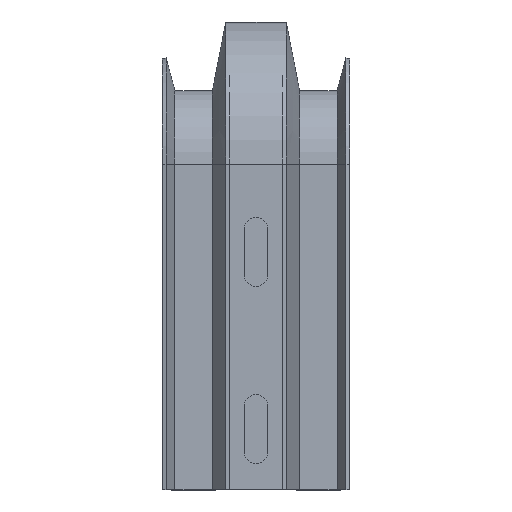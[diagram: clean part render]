
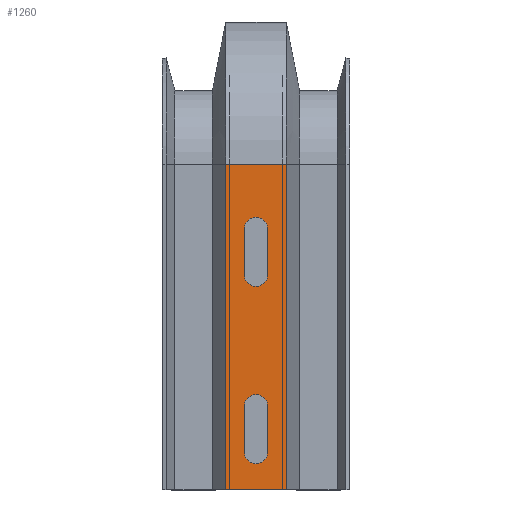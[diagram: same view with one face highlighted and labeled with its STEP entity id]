
A CAD part, top view. The second image highlights one B-rep face of the part: STEP entity #1260.
In plain terms, the highlighted planar face has unit normal (0, 0, 1).
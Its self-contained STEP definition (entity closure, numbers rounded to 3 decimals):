
#98=FACE_OUTER_BOUND('',#168,.T.);
#168=EDGE_LOOP('',(#1037,#1038,#1039,#1040));
#264=LINE('',#2045,#400);
#283=LINE('',#2106,#419);
#284=LINE('',#2109,#420);
#285=LINE('',#2110,#421);
#400=VECTOR('',#1633,1.);
#419=VECTOR('',#1706,1.);
#420=VECTOR('',#1709,1.);
#421=VECTOR('',#1710,1.);
#596=VERTEX_POINT('',#2040);
#597=VERTEX_POINT('',#2044);
#612=VERTEX_POINT('',#2104);
#613=VERTEX_POINT('',#2108);
#760=EDGE_CURVE('',#597,#596,#264,.T.);
#791=EDGE_CURVE('',#612,#596,#283,.T.);
#792=EDGE_CURVE('',#613,#612,#284,.T.);
#793=EDGE_CURVE('',#613,#597,#285,.T.);
#1037=ORIENTED_EDGE('',*,*,#792,.T.);
#1038=ORIENTED_EDGE('',*,*,#791,.T.);
#1039=ORIENTED_EDGE('',*,*,#760,.F.);
#1040=ORIENTED_EDGE('',*,*,#793,.F.);
#1190=PLANE('',#1407);
#1260=ADVANCED_FACE('',(#98),#1190,.T.);
#1407=AXIS2_PLACEMENT_3D('',#2107,#1707,#1708);
#1633=DIRECTION('',(1.,0.,0.));
#1706=DIRECTION('',(0.,1.,0.));
#1707=DIRECTION('center_axis',(0.,0.,1.));
#1708=DIRECTION('ref_axis',(1.,0.,0.));
#1709=DIRECTION('',(1.,0.,0.));
#1710=DIRECTION('',(0.,1.,0.));
#2040=CARTESIAN_POINT('',(45.017,-36.29,478.5));
#2044=CARTESIAN_POINT('',(23.07,-36.29,478.5));
#2045=CARTESIAN_POINT('',(23.07,-36.29,478.5));
#2104=CARTESIAN_POINT('',(45.017,-154.29,478.5));
#2106=CARTESIAN_POINT('',(45.017,-154.29,478.5));
#2107=CARTESIAN_POINT('Origin',(23.07,-154.29,478.5));
#2108=CARTESIAN_POINT('',(23.07,-154.29,478.5));
#2109=CARTESIAN_POINT('',(23.07,-154.29,478.5));
#2110=CARTESIAN_POINT('',(23.07,-154.29,478.5));
